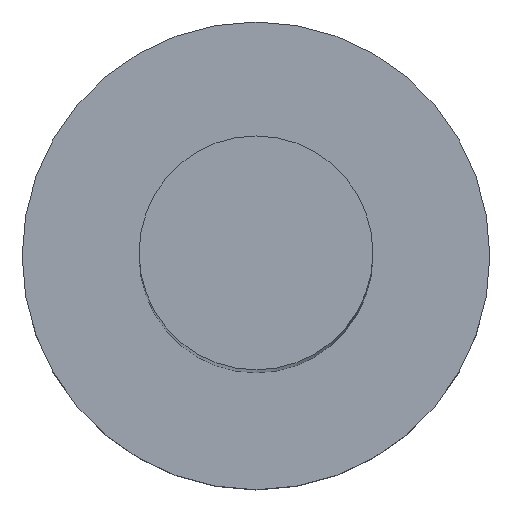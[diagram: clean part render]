
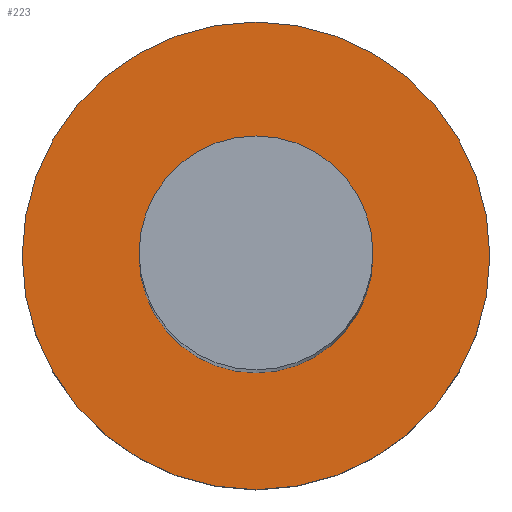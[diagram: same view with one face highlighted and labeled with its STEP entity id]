
A CAD part, top view. The second image highlights one B-rep face of the part: STEP entity #223.
In plain terms, the highlighted planar face has unit normal (0, 0, 1).
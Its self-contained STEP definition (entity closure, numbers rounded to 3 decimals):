
#4 = AXIS2_PLACEMENT_3D ( 'NONE', #499, #190, #259 ) ;
#14 = ORIENTED_EDGE ( 'NONE', *, *, #159, .F. ) ;
#34 = CIRCLE ( 'NONE', #4, 3. ) ;
#35 = CARTESIAN_POINT ( 'NONE',  ( 0., 0., 2.5 ) ) ;
#40 = DIRECTION ( 'NONE',  ( 0., 0., 1. ) ) ;
#66 = DIRECTION ( 'NONE',  ( 0., 0., 1. ) ) ;
#69 = CARTESIAN_POINT ( 'NONE',  ( 0., 0., 2.5 ) ) ;
#78 = DIRECTION ( 'NONE',  ( 1., 0., 0. ) ) ;
#79 = AXIS2_PLACEMENT_3D ( 'NONE', #35, #111, #220 ) ;
#94 = CARTESIAN_POINT ( 'NONE',  ( 0., 0., 2.5 ) ) ;
#97 = FACE_OUTER_BOUND ( 'NONE', #488, .T. ) ;
#106 = PLANE ( 'NONE',  #79 ) ;
#111 = DIRECTION ( 'NONE',  ( 0., 0., 1. ) ) ;
#140 = DIRECTION ( 'NONE',  ( 0., 0., 1. ) ) ;
#141 = FACE_BOUND ( 'NONE', #319, .T. ) ;
#143 = AXIS2_PLACEMENT_3D ( 'NONE', #470, #40, #78 ) ;
#159 = EDGE_CURVE ( 'NONE', #208, #411, #452, .T. ) ;
#164 = AXIS2_PLACEMENT_3D ( 'NONE', #69, #66, #454 ) ;
#190 = DIRECTION ( 'NONE',  ( 0., 0., 1. ) ) ;
#208 = VERTEX_POINT ( 'NONE', #507 ) ;
#209 = EDGE_CURVE ( 'NONE', #411, #208, #367, .T. ) ;
#220 = DIRECTION ( 'NONE',  ( 1., 0., 0. ) ) ;
#222 = VERTEX_POINT ( 'NONE', #226 ) ;
#223 = ADVANCED_FACE ( 'NONE', ( #97, #141 ), #106, .T. ) ;
#226 = CARTESIAN_POINT ( 'NONE',  ( 3., 0., 2.5 ) ) ;
#233 = ORIENTED_EDGE ( 'NONE', *, *, #255, .T. ) ;
#248 = DIRECTION ( 'NONE',  ( 1., 0., 0. ) ) ;
#255 = EDGE_CURVE ( 'NONE', #404, #222, #34, .T. ) ;
#259 = DIRECTION ( 'NONE',  ( 1., 0., 0. ) ) ;
#276 = AXIS2_PLACEMENT_3D ( 'NONE', #94, #140, #248 ) ;
#318 = CARTESIAN_POINT ( 'NONE',  ( 1.5, 0., 2.5 ) ) ;
#319 = EDGE_LOOP ( 'NONE', ( #14, #377 ) ) ;
#346 = EDGE_CURVE ( 'NONE', #222, #404, #361, .T. ) ;
#361 = CIRCLE ( 'NONE', #143, 3. ) ;
#367 = CIRCLE ( 'NONE', #164, 1.5 ) ;
#377 = ORIENTED_EDGE ( 'NONE', *, *, #209, .F. ) ;
#391 = ORIENTED_EDGE ( 'NONE', *, *, #346, .T. ) ;
#404 = VERTEX_POINT ( 'NONE', #469 ) ;
#411 = VERTEX_POINT ( 'NONE', #318 ) ;
#452 = CIRCLE ( 'NONE', #276, 1.5 ) ;
#454 = DIRECTION ( 'NONE',  ( 1., 0., 0. ) ) ;
#469 = CARTESIAN_POINT ( 'NONE',  ( -3., 0., 2.5 ) ) ;
#470 = CARTESIAN_POINT ( 'NONE',  ( 0., 0., 2.5 ) ) ;
#488 = EDGE_LOOP ( 'NONE', ( #233, #391 ) ) ;
#499 = CARTESIAN_POINT ( 'NONE',  ( 0., 0., 2.5 ) ) ;
#507 = CARTESIAN_POINT ( 'NONE',  ( -1.5, 0., 2.5 ) ) ;
